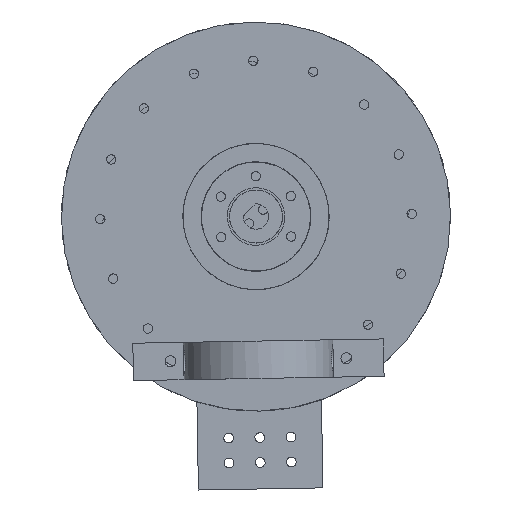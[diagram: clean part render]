
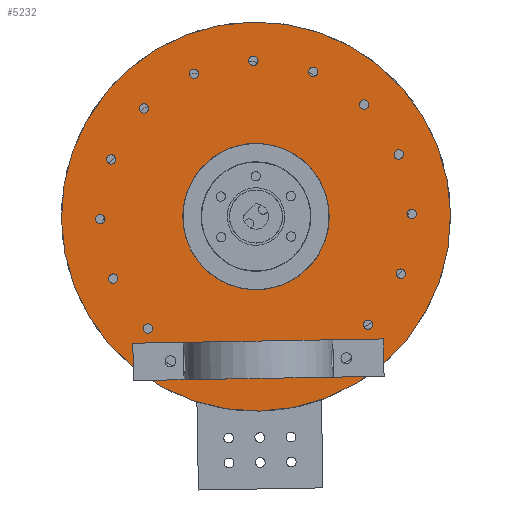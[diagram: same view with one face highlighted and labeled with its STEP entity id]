
A CAD part, front view. The second image highlights one B-rep face of the part: STEP entity #5232.
In plain terms, the highlighted planar face has unit normal (0, -1, 0).
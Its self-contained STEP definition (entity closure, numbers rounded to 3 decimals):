
#976=FACE_BOUND('',#1677,.T.);
#977=FACE_BOUND('',#1678,.T.);
#978=FACE_BOUND('',#1679,.T.);
#979=FACE_BOUND('',#1680,.T.);
#980=FACE_BOUND('',#1681,.T.);
#981=FACE_BOUND('',#1682,.T.);
#982=FACE_BOUND('',#1683,.T.);
#983=FACE_BOUND('',#1684,.T.);
#984=FACE_BOUND('',#1685,.T.);
#985=FACE_BOUND('',#1686,.T.);
#986=FACE_BOUND('',#1687,.T.);
#987=FACE_BOUND('',#1688,.T.);
#988=FACE_BOUND('',#1689,.T.);
#989=FACE_BOUND('',#1690,.T.);
#990=FACE_BOUND('',#1691,.T.);
#991=FACE_BOUND('',#1692,.T.);
#992=FACE_BOUND('',#1693,.T.);
#993=FACE_BOUND('',#1694,.T.);
#994=FACE_BOUND('',#1695,.T.);
#1256=FACE_OUTER_BOUND('',#1676,.T.);
#1676=EDGE_LOOP('',(#4300));
#1677=EDGE_LOOP('',(#4301));
#1678=EDGE_LOOP('',(#4302));
#1679=EDGE_LOOP('',(#4303));
#1680=EDGE_LOOP('',(#4304));
#1681=EDGE_LOOP('',(#4305));
#1682=EDGE_LOOP('',(#4306));
#1683=EDGE_LOOP('',(#4307));
#1684=EDGE_LOOP('',(#4308));
#1685=EDGE_LOOP('',(#4309));
#1686=EDGE_LOOP('',(#4310));
#1687=EDGE_LOOP('',(#4311));
#1688=EDGE_LOOP('',(#4312));
#1689=EDGE_LOOP('',(#4313));
#1690=EDGE_LOOP('',(#4314));
#1691=EDGE_LOOP('',(#4315));
#1692=EDGE_LOOP('',(#4316));
#1693=EDGE_LOOP('',(#4317));
#1694=EDGE_LOOP('',(#4318));
#1695=EDGE_LOOP('',(#4319));
#2197=CIRCLE('',#6107,62.5);
#2198=CIRCLE('',#6108,2.5);
#2199=CIRCLE('',#6109,2.5);
#2200=CIRCLE('',#6110,1.5);
#2201=CIRCLE('',#6111,1.5);
#2202=CIRCLE('',#6112,1.5);
#2203=CIRCLE('',#6113,1.5);
#2204=CIRCLE('',#6114,1.5);
#2205=CIRCLE('',#6115,23.5);
#2206=CIRCLE('',#6116,1.5);
#2207=CIRCLE('',#6117,1.5);
#2208=CIRCLE('',#6118,1.5);
#2209=CIRCLE('',#6119,1.5);
#2210=CIRCLE('',#6120,1.5);
#2211=CIRCLE('',#6121,1.5);
#2212=CIRCLE('',#6122,1.5);
#2213=CIRCLE('',#6123,1.5);
#2214=CIRCLE('',#6124,1.5);
#2215=CIRCLE('',#6125,1.5);
#2216=CIRCLE('',#6126,1.5);
#2649=VERTEX_POINT('',#10961);
#2650=VERTEX_POINT('',#10963);
#2651=VERTEX_POINT('',#10965);
#2652=VERTEX_POINT('',#10967);
#2653=VERTEX_POINT('',#10969);
#2654=VERTEX_POINT('',#10971);
#2655=VERTEX_POINT('',#10973);
#2656=VERTEX_POINT('',#10975);
#2657=VERTEX_POINT('',#10977);
#2658=VERTEX_POINT('',#10979);
#2659=VERTEX_POINT('',#10981);
#2660=VERTEX_POINT('',#10983);
#2661=VERTEX_POINT('',#10985);
#2662=VERTEX_POINT('',#10987);
#2663=VERTEX_POINT('',#10989);
#2664=VERTEX_POINT('',#10991);
#2665=VERTEX_POINT('',#10993);
#2666=VERTEX_POINT('',#10995);
#2667=VERTEX_POINT('',#10997);
#2668=VERTEX_POINT('',#10999);
#3221=EDGE_CURVE('',#2649,#2649,#2197,.T.);
#3222=EDGE_CURVE('',#2650,#2650,#2198,.T.);
#3223=EDGE_CURVE('',#2651,#2651,#2199,.T.);
#3224=EDGE_CURVE('',#2652,#2652,#2200,.T.);
#3225=EDGE_CURVE('',#2653,#2653,#2201,.T.);
#3226=EDGE_CURVE('',#2654,#2654,#2202,.T.);
#3227=EDGE_CURVE('',#2655,#2655,#2203,.T.);
#3228=EDGE_CURVE('',#2656,#2656,#2204,.T.);
#3229=EDGE_CURVE('',#2657,#2657,#2205,.T.);
#3230=EDGE_CURVE('',#2658,#2658,#2206,.T.);
#3231=EDGE_CURVE('',#2659,#2659,#2207,.T.);
#3232=EDGE_CURVE('',#2660,#2660,#2208,.T.);
#3233=EDGE_CURVE('',#2661,#2661,#2209,.T.);
#3234=EDGE_CURVE('',#2662,#2662,#2210,.T.);
#3235=EDGE_CURVE('',#2663,#2663,#2211,.T.);
#3236=EDGE_CURVE('',#2664,#2664,#2212,.T.);
#3237=EDGE_CURVE('',#2665,#2665,#2213,.T.);
#3238=EDGE_CURVE('',#2666,#2666,#2214,.T.);
#3239=EDGE_CURVE('',#2667,#2667,#2215,.T.);
#3240=EDGE_CURVE('',#2668,#2668,#2216,.T.);
#4300=ORIENTED_EDGE('',*,*,#3221,.T.);
#4301=ORIENTED_EDGE('',*,*,#3222,.F.);
#4302=ORIENTED_EDGE('',*,*,#3223,.F.);
#4303=ORIENTED_EDGE('',*,*,#3224,.T.);
#4304=ORIENTED_EDGE('',*,*,#3225,.T.);
#4305=ORIENTED_EDGE('',*,*,#3226,.T.);
#4306=ORIENTED_EDGE('',*,*,#3227,.T.);
#4307=ORIENTED_EDGE('',*,*,#3228,.T.);
#4308=ORIENTED_EDGE('',*,*,#3229,.F.);
#4309=ORIENTED_EDGE('',*,*,#3230,.T.);
#4310=ORIENTED_EDGE('',*,*,#3231,.T.);
#4311=ORIENTED_EDGE('',*,*,#3232,.T.);
#4312=ORIENTED_EDGE('',*,*,#3233,.T.);
#4313=ORIENTED_EDGE('',*,*,#3234,.T.);
#4314=ORIENTED_EDGE('',*,*,#3235,.T.);
#4315=ORIENTED_EDGE('',*,*,#3236,.T.);
#4316=ORIENTED_EDGE('',*,*,#3237,.T.);
#4317=ORIENTED_EDGE('',*,*,#3238,.T.);
#4318=ORIENTED_EDGE('',*,*,#3239,.T.);
#4319=ORIENTED_EDGE('',*,*,#3240,.T.);
#4991=PLANE('',#6106);
#5232=ADVANCED_FACE('',(#1256,#976,#977,#978,#979,#980,#981,#982,#983,#984,
#985,#986,#987,#988,#989,#990,#991,#992,#993,#994),#4991,.F.);
#6106=AXIS2_PLACEMENT_3D('',#10960,#7507,#7508);
#6107=AXIS2_PLACEMENT_3D('',#10962,#7509,#7510);
#6108=AXIS2_PLACEMENT_3D('',#10964,#7511,#7512);
#6109=AXIS2_PLACEMENT_3D('',#10966,#7513,#7514);
#6110=AXIS2_PLACEMENT_3D('',#10968,#7515,#7516);
#6111=AXIS2_PLACEMENT_3D('',#10970,#7517,#7518);
#6112=AXIS2_PLACEMENT_3D('',#10972,#7519,#7520);
#6113=AXIS2_PLACEMENT_3D('',#10974,#7521,#7522);
#6114=AXIS2_PLACEMENT_3D('',#10976,#7523,#7524);
#6115=AXIS2_PLACEMENT_3D('',#10978,#7525,#7526);
#6116=AXIS2_PLACEMENT_3D('',#10980,#7527,#7528);
#6117=AXIS2_PLACEMENT_3D('',#10982,#7529,#7530);
#6118=AXIS2_PLACEMENT_3D('',#10984,#7531,#7532);
#6119=AXIS2_PLACEMENT_3D('',#10986,#7533,#7534);
#6120=AXIS2_PLACEMENT_3D('',#10988,#7535,#7536);
#6121=AXIS2_PLACEMENT_3D('',#10990,#7537,#7538);
#6122=AXIS2_PLACEMENT_3D('',#10992,#7539,#7540);
#6123=AXIS2_PLACEMENT_3D('',#10994,#7541,#7542);
#6124=AXIS2_PLACEMENT_3D('',#10996,#7543,#7544);
#6125=AXIS2_PLACEMENT_3D('',#10998,#7545,#7546);
#6126=AXIS2_PLACEMENT_3D('',#11000,#7547,#7548);
#7507=DIRECTION('center_axis',(0.,1.,0.));
#7508=DIRECTION('ref_axis',(0.,0.,1.));
#7509=DIRECTION('center_axis',(0.,-1.,0.));
#7510=DIRECTION('ref_axis',(1.,0.,0.));
#7511=DIRECTION('center_axis',(0.,-1.,0.));
#7512=DIRECTION('ref_axis',(1.,0.,0.));
#7513=DIRECTION('center_axis',(0.,-1.,0.));
#7514=DIRECTION('ref_axis',(1.,0.,0.));
#7515=DIRECTION('center_axis',(0.,1.,0.));
#7516=DIRECTION('ref_axis',(0.924,0.,0.383));
#7517=DIRECTION('center_axis',(0.,1.,0.));
#7518=DIRECTION('ref_axis',(0.924,0.,-0.383));
#7519=DIRECTION('center_axis',(0.,1.,0.));
#7520=DIRECTION('ref_axis',(1.,0.,0.));
#7521=DIRECTION('center_axis',(0.,1.,0.));
#7522=DIRECTION('ref_axis',(0.707,0.,-0.707));
#7523=DIRECTION('center_axis',(0.,1.,0.));
#7524=DIRECTION('ref_axis',(0.707,0.,0.707));
#7525=DIRECTION('center_axis',(0.,-1.,0.));
#7526=DIRECTION('ref_axis',(1.,0.,0.));
#7527=DIRECTION('center_axis',(0.,1.,0.));
#7528=DIRECTION('ref_axis',(0.383,0.,-0.924));
#7529=DIRECTION('center_axis',(0.,1.,0.));
#7530=DIRECTION('ref_axis',(0.,0.,-1.));
#7531=DIRECTION('center_axis',(0.,1.,0.));
#7532=DIRECTION('ref_axis',(-0.383,0.,-0.924));
#7533=DIRECTION('center_axis',(0.,1.,0.));
#7534=DIRECTION('ref_axis',(-0.707,0.,-0.707));
#7535=DIRECTION('center_axis',(0.,1.,0.));
#7536=DIRECTION('ref_axis',(-0.924,0.,-0.383));
#7537=DIRECTION('center_axis',(0.,1.,0.));
#7538=DIRECTION('ref_axis',(-1.,0.,0.));
#7539=DIRECTION('center_axis',(0.,1.,0.));
#7540=DIRECTION('ref_axis',(-0.924,0.,0.383));
#7541=DIRECTION('center_axis',(0.,1.,0.));
#7542=DIRECTION('ref_axis',(-0.707,0.,0.707));
#7543=DIRECTION('center_axis',(0.,1.,0.));
#7544=DIRECTION('ref_axis',(-0.383,0.,0.924));
#7545=DIRECTION('center_axis',(0.,1.,0.));
#7546=DIRECTION('ref_axis',(0.,0.,1.));
#7547=DIRECTION('center_axis',(0.,1.,0.));
#7548=DIRECTION('ref_axis',(0.383,0.,0.924));
#10960=CARTESIAN_POINT('Origin',(0.,0.,0.));
#10961=CARTESIAN_POINT('',(-62.5,0.,0.));
#10962=CARTESIAN_POINT('Origin',(0.,0.,0.));
#10963=CARTESIAN_POINT('',(-48.5,0.,-28.25));
#10964=CARTESIAN_POINT('Origin',(-46.,0.,-28.25));
#10965=CARTESIAN_POINT('',(-48.5,0.,28.25));
#10966=CARTESIAN_POINT('Origin',(-46.,0.,28.25));
#10967=CARTESIAN_POINT('',(-47.58,0.,-19.708));
#10968=CARTESIAN_POINT('Origin',(-46.194,0.,-19.134));
#10969=CARTESIAN_POINT('',(-47.58,0.,19.708));
#10970=CARTESIAN_POINT('Origin',(-46.194,0.,19.134));
#10971=CARTESIAN_POINT('',(-51.5,0.,0.));
#10972=CARTESIAN_POINT('Origin',(-50.,0.,0.));
#10973=CARTESIAN_POINT('',(-36.416,0.,36.416));
#10974=CARTESIAN_POINT('Origin',(-35.355,0.,35.355));
#10975=CARTESIAN_POINT('',(-36.416,0.,-36.416));
#10976=CARTESIAN_POINT('Origin',(-35.355,0.,-35.355));
#10977=CARTESIAN_POINT('',(-23.5,0.,0.));
#10978=CARTESIAN_POINT('Origin',(0.,0.,0.));
#10979=CARTESIAN_POINT('',(-19.708,0.,47.58));
#10980=CARTESIAN_POINT('Origin',(-19.134,0.,46.194));
#10981=CARTESIAN_POINT('',(0.,0.,51.5));
#10982=CARTESIAN_POINT('Origin',(0.,0.,50.));
#10983=CARTESIAN_POINT('',(19.708,0.,47.58));
#10984=CARTESIAN_POINT('Origin',(19.134,0.,46.194));
#10985=CARTESIAN_POINT('',(36.416,0.,36.416));
#10986=CARTESIAN_POINT('Origin',(35.355,0.,35.355));
#10987=CARTESIAN_POINT('',(47.58,0.,19.708));
#10988=CARTESIAN_POINT('Origin',(46.194,0.,19.134));
#10989=CARTESIAN_POINT('',(51.5,0.,0.));
#10990=CARTESIAN_POINT('Origin',(50.,0.,0.));
#10991=CARTESIAN_POINT('',(47.58,0.,-19.708));
#10992=CARTESIAN_POINT('Origin',(46.194,0.,-19.134));
#10993=CARTESIAN_POINT('',(36.416,0.,-36.416));
#10994=CARTESIAN_POINT('Origin',(35.355,0.,-35.355));
#10995=CARTESIAN_POINT('',(19.708,0.,-47.58));
#10996=CARTESIAN_POINT('Origin',(19.134,0.,-46.194));
#10997=CARTESIAN_POINT('',(0.,0.,-51.5));
#10998=CARTESIAN_POINT('Origin',(0.,0.,-50.));
#10999=CARTESIAN_POINT('',(-19.708,0.,-47.58));
#11000=CARTESIAN_POINT('Origin',(-19.134,0.,-46.194));
